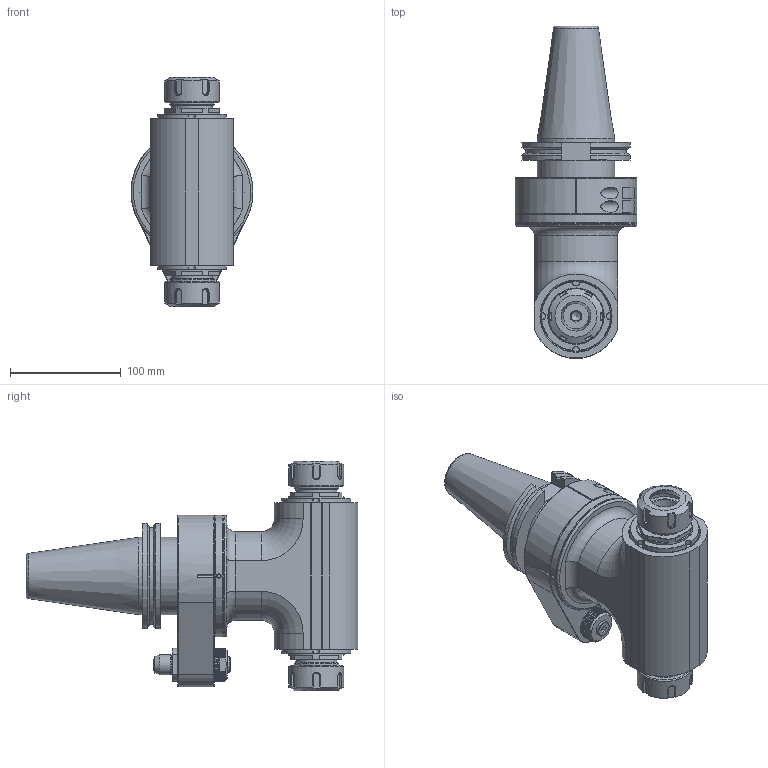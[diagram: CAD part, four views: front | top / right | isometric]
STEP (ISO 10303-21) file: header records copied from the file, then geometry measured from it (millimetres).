
FILE_DESCRIPTION(/* description */ (''),/* implementation_level */ '2;1');
FILE_NAME(/* name */ '9.G90.2000D-15C50.stp',/* time_stamp */ '2024-10-10T08:34:47-04:00',/* author */ ('jkrenzer'),/* organization */ (''),/* preprocessor_version */ 'ST-DEVELOPER v18.1',/* originating_system */ 'Autodesk Inventor 2022',/* authorisation */ '');
FILE_SCHEMA (('AUTOMOTIVE_DESIGN { 1 0 10303 214 3 1 1 }'));
Length unit declared in the file: millimetre
Products named in the file (3): 9.G90.2000D-15C50; 9_GA2_458_1 (Classic, Type 2, Cat50, 80mm); 9_G90_202U0
Assembly tree (2 placements, depth 2):
  9.G90.2000D-15C50
    9_GA2_458_1 (Classic, Type 2, Cat50, 80mm)
    9_G90_202U0
Bounding box: 110 x 299.3 x 207 mm (x, y, z)
Volume: 1584407.2 mm3; surface area: 271602.8 mm2
Topology: 5 solids, 8 shells, 1561 faces, 4220 edges, 2742 vertices
Faces by surface type: plane 912, cylinder 288, cone 218, bspline 118, torus 25
Full cylindrical faces by diameter (mm): 3 x8, 3.3 x5, 4 x3, 4.2 x2, 5 x10, 6 x2, 7 x2, 8.5 x4, 10 x3, 10.5 x2, 11 x1, 14 x2, 15.2 x1, 17 x1, 18 x5, 19 x1, 20 x1, 21.96 x1, 23 x2, 25 x1, 25.4 x1, 26.16 x1, 27 x2, 28.5 x1, 30 x1, 30.5 x1, 33 x1, 34 x1, 35 x3, 37 x2
Entity records: 55466 total; most frequent: CARTESIAN_POINT 15468, ORIENTED_EDGE 8393, DIRECTION 7682, EDGE_CURVE 4200, VERTEX_POINT 2742, AXIS2_PLACEMENT_3D 2570, LINE 2542, VECTOR 2542
